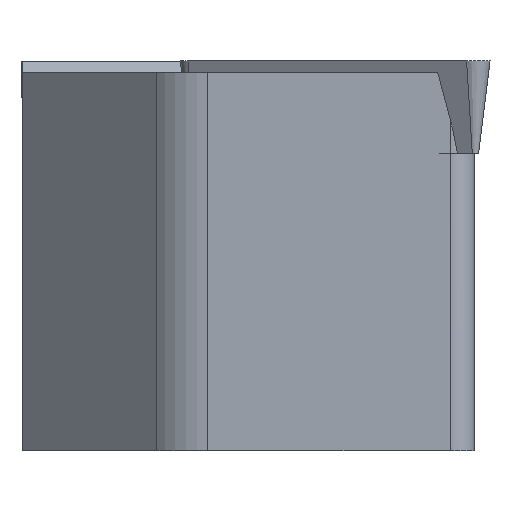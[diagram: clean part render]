
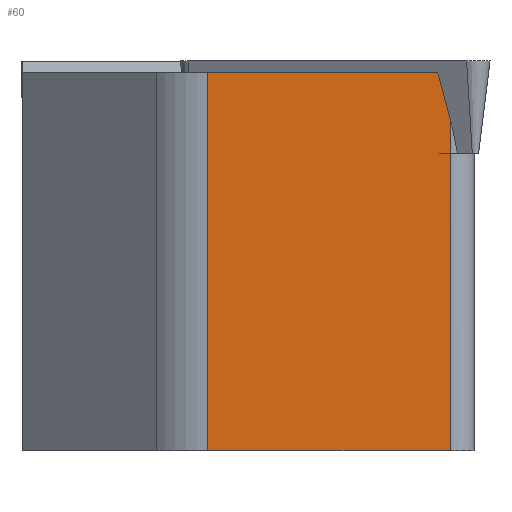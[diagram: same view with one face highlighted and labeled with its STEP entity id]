
A CAD part, left-side view. The second image highlights one B-rep face of the part: STEP entity #60.
In plain terms, the highlighted planar face has unit normal (-0.999, 0.052, 0).
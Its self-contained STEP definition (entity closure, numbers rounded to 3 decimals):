
#60=ADVANCED_FACE('',(#105),#84,.F.);
#84=PLANE('',#506);
#105=FACE_OUTER_BOUND('',#130,.T.);
#130=EDGE_LOOP('',(#307,#308,#309,#310,#311));
#152=LINE('',#673,#204);
#174=LINE('',#719,#226);
#175=LINE('',#726,#227);
#177=LINE('',#729,#229);
#178=LINE('',#730,#230);
#204=VECTOR('',#540,1.);
#226=VECTOR('',#580,1.);
#227=VECTOR('',#587,1.);
#229=VECTOR('',#591,1.);
#230=VECTOR('',#592,1.);
#307=ORIENTED_EDGE('',*,*,#452,.F.);
#308=ORIENTED_EDGE('',*,*,#454,.T.);
#309=ORIENTED_EDGE('',*,*,#449,.F.);
#310=ORIENTED_EDGE('',*,*,#455,.T.);
#311=ORIENTED_EDGE('',*,*,#426,.F.);
#375=VERTEX_POINT('',#655);
#384=VERTEX_POINT('',#672);
#396=VERTEX_POINT('',#711);
#399=VERTEX_POINT('',#718);
#402=VERTEX_POINT('',#725);
#426=EDGE_CURVE('',#384,#375,#152,.T.);
#449=EDGE_CURVE('',#399,#396,#174,.T.);
#452=EDGE_CURVE('',#402,#384,#175,.T.);
#454=EDGE_CURVE('',#402,#396,#177,.T.);
#455=EDGE_CURVE('',#399,#375,#178,.T.);
#506=AXIS2_PLACEMENT_3D('',#731,#593,#594);
#540=DIRECTION('',(0.052,0.999,0.));
#580=DIRECTION('',(-0.052,-0.999,0.));
#587=DIRECTION('',(0.,0.,-1.));
#591=DIRECTION('',(0.014,0.261,0.965));
#592=DIRECTION('',(0.,0.,-1.));
#593=DIRECTION('',(0.999,-0.052,0.));
#594=DIRECTION('',(0.052,0.999,0.));
#655=CARTESIAN_POINT('',(1.126,-4.767,-10.));
#672=CARTESIAN_POINT('',(0.801,-10.976,-10.));
#673=CARTESIAN_POINT('',(0.801,-10.976,-10.));
#711=CARTESIAN_POINT('',(0.818,-10.658,-0.3));
#718=CARTESIAN_POINT('',(1.126,-4.767,-0.3));
#719=CARTESIAN_POINT('',(0.801,-10.976,-0.3));
#725=CARTESIAN_POINT('',(0.801,-10.976,-1.48));
#726=CARTESIAN_POINT('',(0.801,-10.976,-30.));
#729=CARTESIAN_POINT('',(0.425,-18.154,-28.056));
#730=CARTESIAN_POINT('',(1.126,-4.767,-30.));
#731=CARTESIAN_POINT('',(0.801,-10.976,-30.));
